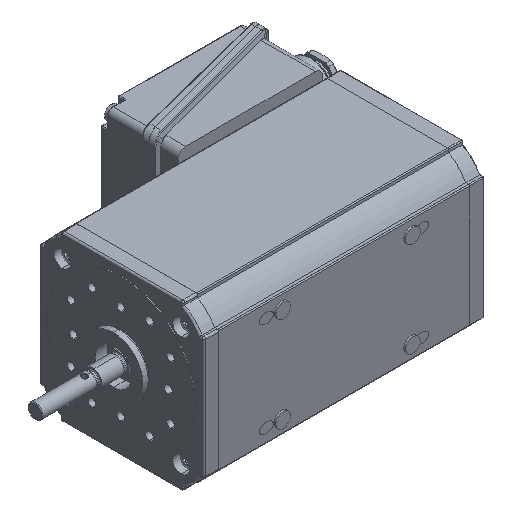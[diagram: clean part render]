
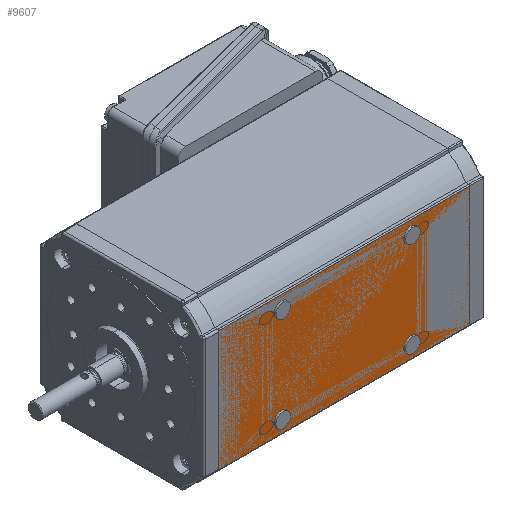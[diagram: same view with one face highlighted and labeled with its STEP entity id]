
A CAD part, isometric view. The second image highlights one B-rep face of the part: STEP entity #9607.
In plain terms, the highlighted planar face has unit normal (0, -1, 0).
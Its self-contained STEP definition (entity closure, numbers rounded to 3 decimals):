
#9607=ADVANCED_FACE('',(#15328),#15329,.T.);
#15328=FACE_OUTER_BOUND('',#23225,.T.);
#15329=PLANE('',#23226);
#23225=EDGE_LOOP('',(#28629,#28630,#28631,#28632));
#23226=AXIS2_PLACEMENT_3D('',#28633,#28634,#28635);
#28629=ORIENTED_EDGE('',*,*,#35085,.T.);
#28630=ORIENTED_EDGE('',*,*,#33370,.T.);
#28631=ORIENTED_EDGE('',*,*,#35106,.T.);
#28632=ORIENTED_EDGE('',*,*,#35042,.T.);
#28633=CARTESIAN_POINT('',(-18.898,-32.499,59.733));
#28634=DIRECTION('',(0.0,-1.0,0.));
#28635=DIRECTION('',(-1.0,0.0,0.0));
#33370=EDGE_CURVE('',#38650,#38655,#38657,.T.);
#35042=EDGE_CURVE('',#41507,#41512,#41514,.T.);
#35085=EDGE_CURVE('',#41512,#38650,#41584,.T.);
#35106=EDGE_CURVE('',#38655,#41507,#41618,.T.);
#38650=VERTEX_POINT('',#47624);
#38655=VERTEX_POINT('',#47631);
#38657=LINE('',#47634,#47635);
#41507=VERTEX_POINT('',#52427);
#41512=VERTEX_POINT('',#52434);
#41514=LINE('',#52437,#52438);
#41584=LINE('',#52571,#52572);
#41618=LINE('',#52640,#52641);
#47624=CARTESIAN_POINT('',(49.852,-32.499,92.733));
#47631=CARTESIAN_POINT('',(-87.648,-32.499,92.733));
#47634=CARTESIAN_POINT('',(-18.898,-32.499,92.733));
#47635=VECTOR('',#62029,1.004);
#52427=CARTESIAN_POINT('',(-87.648,-32.499,26.733));
#52434=CARTESIAN_POINT('',(49.852,-32.499,26.733));
#52437=CARTESIAN_POINT('',(-18.898,-32.499,26.733));
#52438=VECTOR('',#64027,1.004);
#52571=CARTESIAN_POINT('',(49.852,-32.499,59.733));
#52572=VECTOR('',#64073,1.0);
#52640=CARTESIAN_POINT('',(-87.648,-32.499,59.733));
#52641=VECTOR('',#64093,1.0);
#62029=DIRECTION('',(-1.0,0.0,0.0));
#64027=DIRECTION('',(1.0,0.0,0.0));
#64073=DIRECTION('',(0.0,0.,1.0));
#64093=DIRECTION('',(0.0,0.,-1.0));
